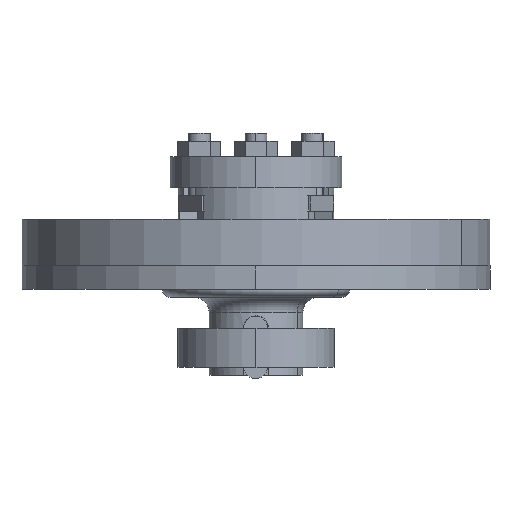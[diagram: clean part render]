
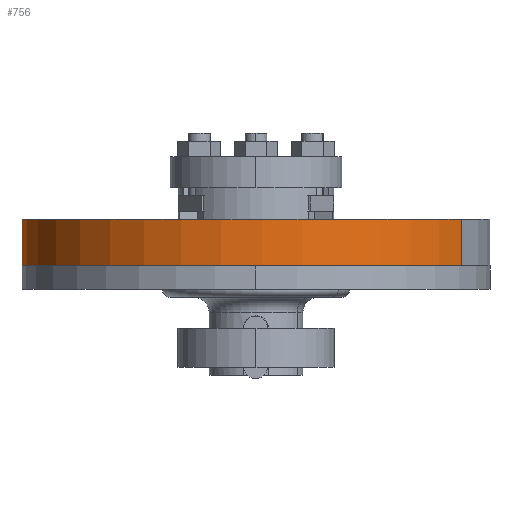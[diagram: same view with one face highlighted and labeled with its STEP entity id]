
A CAD part, left-side view. The second image highlights one B-rep face of the part: STEP entity #756.
In plain terms, the highlighted cylindrical face has radius 150 mm (diameter 300 mm), a partial arc.
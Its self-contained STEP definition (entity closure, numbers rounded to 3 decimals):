
#559=CARTESIAN_POINT('Axis2P3D Location',(0.,0.,70.)) ;
#563=CARTESIAN_POINT('Vertex',(-71.914,-131.637,70.)) ;
#565=CARTESIAN_POINT('Vertex',(71.914,131.637,70.)) ;
#726=CARTESIAN_POINT('Axis2P3D Location',(0.,0.,65.)) ;
#731=CARTESIAN_POINT('Line Origine',(-71.914,-131.637,85.)) ;
#735=CARTESIAN_POINT('Vertex',(-71.914,-131.637,100.)) ;
#738=CARTESIAN_POINT('Axis2P3D Location',(0.,0.,100.)) ;
#742=CARTESIAN_POINT('Vertex',(71.914,131.637,100.)) ;
#745=CARTESIAN_POINT('Line Origine',(71.914,131.637,85.)) ;
#733=VECTOR('Line Direction',#732,1.) ;
#747=VECTOR('Line Direction',#746,1.) ;
#560=DIRECTION('Axis2P3D Direction',(0.,0.,-1.)) ;
#727=DIRECTION('Axis2P3D Direction',(0.,0.,-1.)) ;
#728=DIRECTION('Axis2P3D XDirection',(0.479,0.878,0.)) ;
#732=DIRECTION('Vector Direction',(0.,0.,-1.)) ;
#739=DIRECTION('Axis2P3D Direction',(0.,0.,-1.)) ;
#746=DIRECTION('Vector Direction',(0.,0.,-1.)) ;
#561=AXIS2_PLACEMENT_3D('Circle Axis2P3D',#559,#560,$) ;
#729=AXIS2_PLACEMENT_3D('Cylinder Axis2P3D',#726,#727,#728) ;
#740=AXIS2_PLACEMENT_3D('Circle Axis2P3D',#738,#739,$) ;
#734=LINE('Line',#731,#733) ;
#748=LINE('Line',#745,#747) ;
#562=CIRCLE('generated circle',#561,150.) ;
#741=CIRCLE('generated circle',#740,150.) ;
#730=CYLINDRICAL_SURFACE('generated cylinder',#729,150.) ;
#567=EDGE_CURVE('',#564,#566,#562,.T.) ;
#737=EDGE_CURVE('',#564,#736,#734,.F.) ;
#744=EDGE_CURVE('',#736,#743,#741,.T.) ;
#749=EDGE_CURVE('',#566,#743,#748,.F.) ;
#751=ORIENTED_EDGE('',*,*,#567,.F.) ;
#752=ORIENTED_EDGE('',*,*,#737,.T.) ;
#753=ORIENTED_EDGE('',*,*,#744,.T.) ;
#754=ORIENTED_EDGE('',*,*,#749,.F.) ;
#750=EDGE_LOOP('',(#751,#752,#753,#754)) ;
#564=VERTEX_POINT('',#563) ;
#566=VERTEX_POINT('',#565) ;
#736=VERTEX_POINT('',#735) ;
#743=VERTEX_POINT('',#742) ;
#756=ADVANCED_FACE('Corps principal',(#755),#730,.T.) ;
#755=FACE_OUTER_BOUND('',#750,.T.) ;
